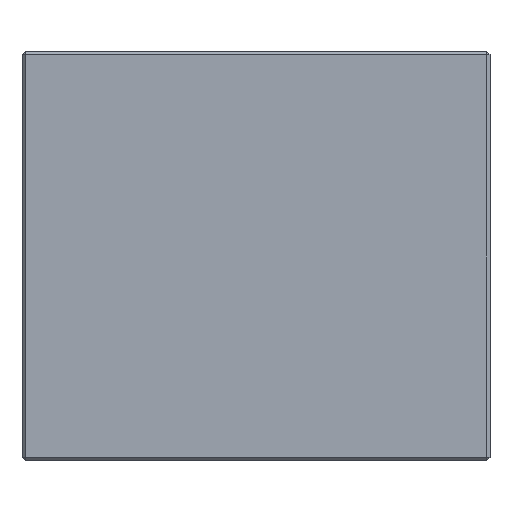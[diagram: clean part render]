
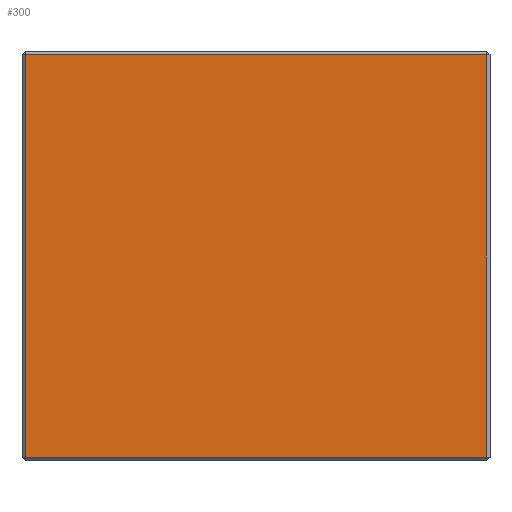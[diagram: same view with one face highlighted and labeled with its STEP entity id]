
A CAD part, front view. The second image highlights one B-rep face of the part: STEP entity #300.
In plain terms, the highlighted planar face has unit normal (0, -1, 0).
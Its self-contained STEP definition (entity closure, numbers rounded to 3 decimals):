
#147=FACE_OUTER_BOUND('',#563,.T.);
#174=PLANE('',#1202);
#209=LINE('',#1732,#257);
#210=LINE('',#1735,#258);
#211=LINE('',#1737,#259);
#212=LINE('',#1739,#260);
#257=VECTOR('',#1384,1.);
#258=VECTOR('',#1385,1.);
#259=VECTOR('',#1386,1.);
#260=VECTOR('',#1387,1.);
#300=ADVANCED_FACE('',(#147),#174,.F.);
#563=EDGE_LOOP('',(#716,#717,#718,#719));
#716=ORIENTED_EDGE('',*,*,#1037,.T.);
#717=ORIENTED_EDGE('',*,*,#1038,.T.);
#718=ORIENTED_EDGE('',*,*,#1039,.T.);
#719=ORIENTED_EDGE('',*,*,#1040,.T.);
#936=VERTEX_POINT('',#1733);
#937=VERTEX_POINT('',#1734);
#938=VERTEX_POINT('',#1736);
#939=VERTEX_POINT('',#1738);
#1037=EDGE_CURVE('',#936,#937,#209,.T.);
#1038=EDGE_CURVE('',#937,#938,#210,.T.);
#1039=EDGE_CURVE('',#938,#939,#211,.T.);
#1040=EDGE_CURVE('',#939,#936,#212,.T.);
#1202=AXIS2_PLACEMENT_3D('',#1740,#1388,#1389);
#1384=DIRECTION('',(0.,0.,-1.));
#1385=DIRECTION('',(1.,0.,0.));
#1386=DIRECTION('',(0.,0.,1.));
#1387=DIRECTION('',(-1.,0.,0.));
#1388=DIRECTION('',(0.,1.,0.));
#1389=DIRECTION('',(0.,0.,1.));
#1732=CARTESIAN_POINT('',(2.,-122.5,122.5));
#1733=CARTESIAN_POINT('',(2.,-122.5,120.5));
#1734=CARTESIAN_POINT('',(2.,-122.5,-120.5));
#1735=CARTESIAN_POINT('',(280.,-122.5,-120.5));
#1736=CARTESIAN_POINT('',(278.,-122.5,-120.5));
#1737=CARTESIAN_POINT('',(278.,-122.5,122.5));
#1738=CARTESIAN_POINT('',(278.,-122.5,120.5));
#1739=CARTESIAN_POINT('',(280.,-122.5,120.5));
#1740=CARTESIAN_POINT('',(280.,-122.5,122.5));
